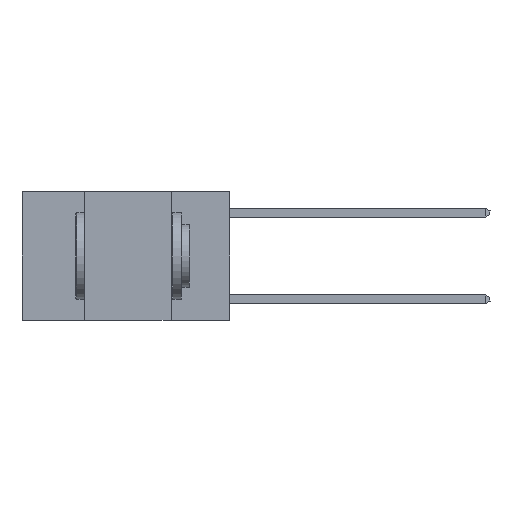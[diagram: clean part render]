
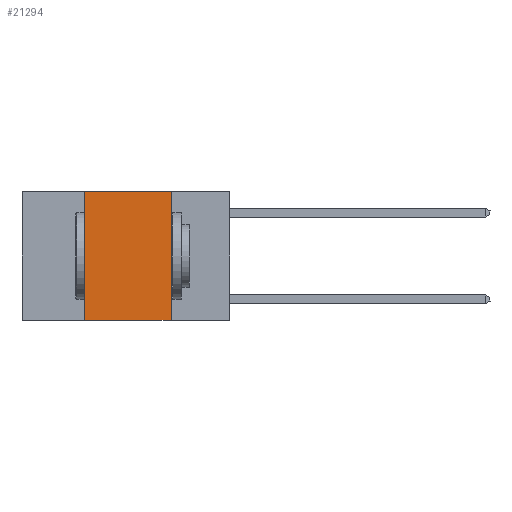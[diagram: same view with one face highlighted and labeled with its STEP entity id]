
A CAD part, left-side view. The second image highlights one B-rep face of the part: STEP entity #21294.
In plain terms, the highlighted planar face has unit normal (-1, 0, 0).
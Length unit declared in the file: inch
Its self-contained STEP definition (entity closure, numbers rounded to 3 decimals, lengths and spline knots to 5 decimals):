
#916 = CARTESIAN_POINT ( 'NONE',  ( 0., 0.6, -0.37 ) ) ;
#1018 = DIRECTION ( 'NONE',  ( 0., -1., 0. ) ) ;
#1771 = DIRECTION ( 'NONE',  ( 0., 0., -1. ) ) ;
#3228 = CARTESIAN_POINT ( 'NONE',  ( 0., 0.42, -0.37 ) ) ;
#3472 = EDGE_CURVE ( 'NONE', #21242, #14345, #18174, .T. ) ;
#3796 = AXIS2_PLACEMENT_3D ( 'NONE', #20288, #8675, #1771 ) ;
#3957 = DIRECTION ( 'NONE',  ( 0., 0., -1. ) ) ;
#4296 = EDGE_CURVE ( 'NONE', #26078, #23458, #5841, .T. ) ;
#4798 = ORIENTED_EDGE ( 'NONE', *, *, #12253, .F. ) ;
#5841 = LINE ( 'NONE', #19757, #23976 ) ;
#7501 = LINE ( 'NONE', #21585, #10616 ) ;
#7809 = VECTOR ( 'NONE', #3957, 39.37008 ) ;
#8675 = DIRECTION ( 'NONE',  ( 1., 0., 0. ) ) ;
#10155 = CARTESIAN_POINT ( 'NONE',  ( 0., 0.42, 0. ) ) ;
#10275 = DIRECTION ( 'NONE',  ( 0., -1., 0. ) ) ;
#10457 = VECTOR ( 'NONE', #10275, 39.37008 ) ;
#10616 = VECTOR ( 'NONE', #1018, 39.37008 ) ;
#10964 = PLANE ( 'NONE',  #3796 ) ;
#11282 = CARTESIAN_POINT ( 'NONE',  ( 0., 0.17, 0. ) ) ;
#12253 = EDGE_CURVE ( 'NONE', #23458, #21242, #7501, .T. ) ;
#12439 = CARTESIAN_POINT ( 'NONE',  ( 0., 0.17, -0.37 ) ) ;
#13561 = FACE_OUTER_BOUND ( 'NONE', #19640, .T. ) ;
#14345 = VERTEX_POINT ( 'NONE', #12439 ) ;
#14698 = ORIENTED_EDGE ( 'NONE', *, *, #3472, .F. ) ;
#14927 = EDGE_CURVE ( 'NONE', #26078, #14345, #21888, .T. ) ;
#15546 = ORIENTED_EDGE ( 'NONE', *, *, #4296, .F. ) ;
#16932 = ORIENTED_EDGE ( 'NONE', *, *, #14927, .T. ) ;
#18174 = LINE ( 'NONE', #20167, #7809 ) ;
#19462 = DIRECTION ( 'NONE',  ( 0., 0., 1. ) ) ;
#19640 = EDGE_LOOP ( 'NONE', ( #14698, #4798, #15546, #16932 ) ) ;
#19757 = CARTESIAN_POINT ( 'NONE',  ( 0., 0.42, 0. ) ) ;
#20167 = CARTESIAN_POINT ( 'NONE',  ( 0., 0.17, 0. ) ) ;
#20288 = CARTESIAN_POINT ( 'NONE',  ( 0., 0.6, 0. ) ) ;
#21242 = VERTEX_POINT ( 'NONE', #11282 ) ;
#21294 = ADVANCED_FACE ( 'NONE', ( #13561 ), #10964, .F. ) ;
#21585 = CARTESIAN_POINT ( 'NONE',  ( 0., 0.6, 0. ) ) ;
#21888 = LINE ( 'NONE', #916, #10457 ) ;
#23458 = VERTEX_POINT ( 'NONE', #10155 ) ;
#23976 = VECTOR ( 'NONE', #19462, 39.37008 ) ;
#26078 = VERTEX_POINT ( 'NONE', #3228 ) ;
